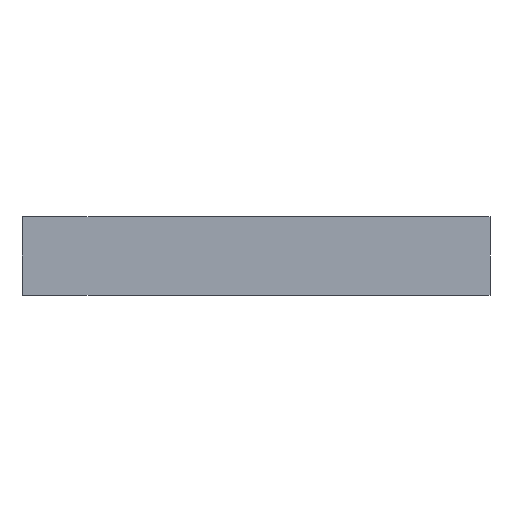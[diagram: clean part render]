
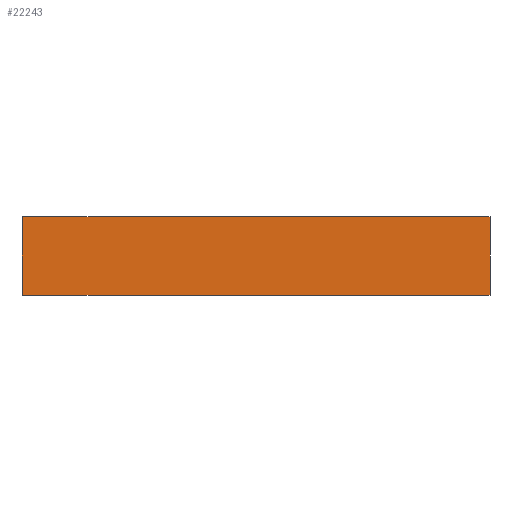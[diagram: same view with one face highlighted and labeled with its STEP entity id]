
A CAD part, front view. The second image highlights one B-rep face of the part: STEP entity #22243.
In plain terms, the highlighted planar face has unit normal (0, -1, 0).
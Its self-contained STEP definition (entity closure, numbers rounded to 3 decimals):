
#10836 = PLANE('',#10837);
#10837 = AXIS2_PLACEMENT_3D('',#10838,#10839,#10840);
#10838 = CARTESIAN_POINT('',(0.,0.,1.6)
  );
#10839 = DIRECTION('',(0.,0.,1.));
#10840 = DIRECTION('',(0.,1.,0.));
#10892 = PLANE('',#10893);
#10893 = AXIS2_PLACEMENT_3D('',#10894,#10895,#10896);
#10894 = CARTESIAN_POINT('',(0.,0.,-1.6
    ));
#10895 = DIRECTION('',(0.,0.,-1.));
#10896 = DIRECTION('',(-1.,0.,0.));
#16113 = EDGE_CURVE('',#16114,#16116,#16118,.T.);
#16114 = VERTEX_POINT('',#16115);
#16115 = CARTESIAN_POINT('',(9.5,-82.5,1.6));
#16116 = VERTEX_POINT('',#16117);
#16117 = CARTESIAN_POINT('',(-9.5,-82.5,1.6));
#16118 = SURFACE_CURVE('',#16119,(#16123,#16130),.PCURVE_S1.);
#16119 = LINE('',#16120,#16121);
#16120 = CARTESIAN_POINT('',(9.5,-82.5,1.6));
#16121 = VECTOR('',#16122,1.);
#16122 = DIRECTION('',(-1.,0.,0.));
#16123 = PCURVE('',#10836,#16124);
#16124 = DEFINITIONAL_REPRESENTATION('',(#16125),#16129);
#16125 = LINE('',#16126,#16127);
#16126 = CARTESIAN_POINT('',(-82.5,-9.5));
#16127 = VECTOR('',#16128,1.);
#16128 = DIRECTION('',(0.,1.));
#16129 = ( GEOMETRIC_REPRESENTATION_CONTEXT(2) 
PARAMETRIC_REPRESENTATION_CONTEXT() REPRESENTATION_CONTEXT('2D SPACE',''
  ) );
#16130 = PCURVE('',#16131,#16136);
#16131 = PLANE('',#16132);
#16132 = AXIS2_PLACEMENT_3D('',#16133,#16134,#16135);
#16133 = CARTESIAN_POINT('',(0.,-82.5,0.));
#16134 = DIRECTION('',(0.,-1.,0.));
#16135 = DIRECTION('',(0.,0.,-1.));
#16136 = DEFINITIONAL_REPRESENTATION('',(#16137),#16141);
#16137 = LINE('',#16138,#16139);
#16138 = CARTESIAN_POINT('',(-1.6,9.5));
#16139 = VECTOR('',#16140,1.);
#16140 = DIRECTION('',(0.,-1.));
#16141 = ( GEOMETRIC_REPRESENTATION_CONTEXT(2) 
PARAMETRIC_REPRESENTATION_CONTEXT() REPRESENTATION_CONTEXT('2D SPACE',''
  ) );
#16159 = PLANE('',#16160);
#16160 = AXIS2_PLACEMENT_3D('',#16161,#16162,#16163);
#16161 = CARTESIAN_POINT('',(9.5,-70.,0.));
#16162 = DIRECTION('',(1.,0.,0.));
#16163 = DIRECTION('',(0.,0.,1.));
#16543 = PLANE('',#16544);
#16544 = AXIS2_PLACEMENT_3D('',#16545,#16546,#16547);
#16545 = CARTESIAN_POINT('',(-9.5,-70.,0.));
#16546 = DIRECTION('',(-1.,0.,0.));
#16547 = DIRECTION('',(0.,0.,-1.));
#16607 = EDGE_CURVE('',#16608,#16610,#16612,.T.);
#16608 = VERTEX_POINT('',#16609);
#16609 = CARTESIAN_POINT('',(-9.5,-82.5,-1.6));
#16610 = VERTEX_POINT('',#16611);
#16611 = CARTESIAN_POINT('',(9.5,-82.5,-1.6));
#16612 = SURFACE_CURVE('',#16613,(#16617,#16624),.PCURVE_S1.);
#16613 = LINE('',#16614,#16615);
#16614 = CARTESIAN_POINT('',(-9.5,-82.5,-1.6));
#16615 = VECTOR('',#16616,1.);
#16616 = DIRECTION('',(1.,-0.,0.));
#16617 = PCURVE('',#10892,#16618);
#16618 = DEFINITIONAL_REPRESENTATION('',(#16619),#16623);
#16619 = LINE('',#16620,#16621);
#16620 = CARTESIAN_POINT('',(9.5,-82.5));
#16621 = VECTOR('',#16622,1.);
#16622 = DIRECTION('',(-1.,0.));
#16623 = ( GEOMETRIC_REPRESENTATION_CONTEXT(2) 
PARAMETRIC_REPRESENTATION_CONTEXT() REPRESENTATION_CONTEXT('2D SPACE',''
  ) );
#16624 = PCURVE('',#16131,#16625);
#16625 = DEFINITIONAL_REPRESENTATION('',(#16626),#16630);
#16626 = LINE('',#16627,#16628);
#16627 = CARTESIAN_POINT('',(1.6,-9.5));
#16628 = VECTOR('',#16629,1.);
#16629 = DIRECTION('',(0.,1.));
#16630 = ( GEOMETRIC_REPRESENTATION_CONTEXT(2) 
PARAMETRIC_REPRESENTATION_CONTEXT() REPRESENTATION_CONTEXT('2D SPACE',''
  ) );
#22243 = ADVANCED_FACE('',(#22244),#16131,.T.);
#22244 = FACE_BOUND('',#22245,.T.);
#22245 = EDGE_LOOP('',(#22246,#22247,#22268,#22269));
#22246 = ORIENTED_EDGE('',*,*,#16607,.T.);
#22247 = ORIENTED_EDGE('',*,*,#22248,.F.);
#22248 = EDGE_CURVE('',#16114,#16610,#22249,.T.);
#22249 = SURFACE_CURVE('',#22250,(#22254,#22261),.PCURVE_S1.);
#22250 = LINE('',#22251,#22252);
#22251 = CARTESIAN_POINT('',(9.5,-82.5,1.6));
#22252 = VECTOR('',#22253,1.);
#22253 = DIRECTION('',(0.,0.,-1.));
#22254 = PCURVE('',#16131,#22255);
#22255 = DEFINITIONAL_REPRESENTATION('',(#22256),#22260);
#22256 = LINE('',#22257,#22258);
#22257 = CARTESIAN_POINT('',(-1.6,9.5));
#22258 = VECTOR('',#22259,1.);
#22259 = DIRECTION('',(1.,0.));
#22260 = ( GEOMETRIC_REPRESENTATION_CONTEXT(2) 
PARAMETRIC_REPRESENTATION_CONTEXT() REPRESENTATION_CONTEXT('2D SPACE',''
  ) );
#22261 = PCURVE('',#16159,#22262);
#22262 = DEFINITIONAL_REPRESENTATION('',(#22263),#22267);
#22263 = LINE('',#22264,#22265);
#22264 = CARTESIAN_POINT('',(1.6,12.5));
#22265 = VECTOR('',#22266,1.);
#22266 = DIRECTION('',(-1.,0.));
#22267 = ( GEOMETRIC_REPRESENTATION_CONTEXT(2) 
PARAMETRIC_REPRESENTATION_CONTEXT() REPRESENTATION_CONTEXT('2D SPACE',''
  ) );
#22268 = ORIENTED_EDGE('',*,*,#16113,.T.);
#22269 = ORIENTED_EDGE('',*,*,#22270,.T.);
#22270 = EDGE_CURVE('',#16116,#16608,#22271,.T.);
#22271 = SURFACE_CURVE('',#22272,(#22276,#22283),.PCURVE_S1.);
#22272 = LINE('',#22273,#22274);
#22273 = CARTESIAN_POINT('',(-9.5,-82.5,1.6));
#22274 = VECTOR('',#22275,1.);
#22275 = DIRECTION('',(0.,0.,-1.));
#22276 = PCURVE('',#16131,#22277);
#22277 = DEFINITIONAL_REPRESENTATION('',(#22278),#22282);
#22278 = LINE('',#22279,#22280);
#22279 = CARTESIAN_POINT('',(-1.6,-9.5));
#22280 = VECTOR('',#22281,1.);
#22281 = DIRECTION('',(1.,0.));
#22282 = ( GEOMETRIC_REPRESENTATION_CONTEXT(2) 
PARAMETRIC_REPRESENTATION_CONTEXT() REPRESENTATION_CONTEXT('2D SPACE',''
  ) );
#22283 = PCURVE('',#16543,#22284);
#22284 = DEFINITIONAL_REPRESENTATION('',(#22285),#22289);
#22285 = LINE('',#22286,#22287);
#22286 = CARTESIAN_POINT('',(-1.6,12.5));
#22287 = VECTOR('',#22288,1.);
#22288 = DIRECTION('',(1.,0.));
#22289 = ( GEOMETRIC_REPRESENTATION_CONTEXT(2) 
PARAMETRIC_REPRESENTATION_CONTEXT() REPRESENTATION_CONTEXT('2D SPACE',''
  ) );
